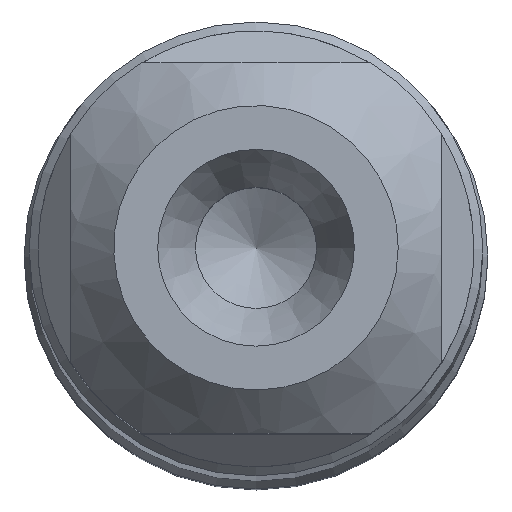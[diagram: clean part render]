
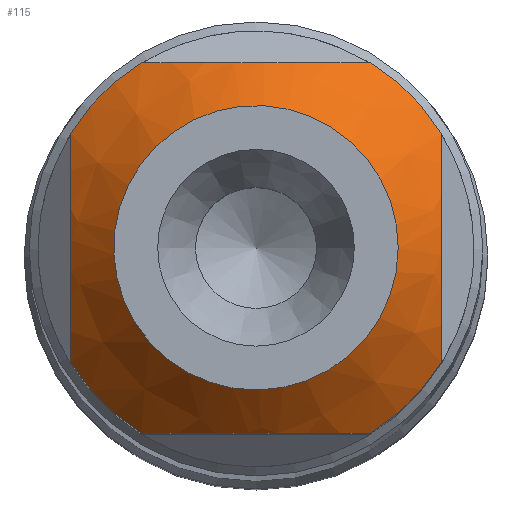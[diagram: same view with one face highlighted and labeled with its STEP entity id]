
A CAD part, top view. The second image highlights one B-rep face of the part: STEP entity #115.
In plain terms, the highlighted conical face has half-angle 45 degrees and reference radius 1.88 mm.
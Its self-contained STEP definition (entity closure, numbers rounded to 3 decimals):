
#115=ADVANCED_FACE('',(#156,#157),#134,.T.);
#134=CONICAL_SURFACE('',#496,1.88,45.);
#156=FACE_BOUND('',#202,.T.);
#157=FACE_BOUND('',#203,.T.);
#202=EDGE_LOOP('',(#262));
#203=EDGE_LOOP('',(#263,#264,#265,#266,#267,#268,#269,#270));
#262=ORIENTED_EDGE('',*,*,#361,.F.);
#263=ORIENTED_EDGE('',*,*,#377,.T.);
#264=ORIENTED_EDGE('',*,*,#378,.T.);
#265=ORIENTED_EDGE('',*,*,#379,.T.);
#266=ORIENTED_EDGE('',*,*,#365,.T.);
#267=ORIENTED_EDGE('',*,*,#380,.T.);
#268=ORIENTED_EDGE('',*,*,#370,.T.);
#269=ORIENTED_EDGE('',*,*,#381,.T.);
#270=ORIENTED_EDGE('',*,*,#375,.T.);
#324=VERTEX_POINT('',#716);
#327=VERTEX_POINT('',#724);
#328=VERTEX_POINT('',#731);
#331=VERTEX_POINT('',#740);
#332=VERTEX_POINT('',#747);
#335=VERTEX_POINT('',#756);
#336=VERTEX_POINT('',#763);
#337=VERTEX_POINT('',#767);
#338=VERTEX_POINT('',#774);
#361=EDGE_CURVE('',#324,#324,#404,.T.);
#365=EDGE_CURVE('',#328,#327,#428,.T.);
#370=EDGE_CURVE('',#332,#331,#429,.T.);
#375=EDGE_CURVE('',#336,#335,#430,.T.);
#377=EDGE_CURVE('',#335,#337,#405,.T.);
#378=EDGE_CURVE('',#337,#338,#431,.T.);
#379=EDGE_CURVE('',#338,#328,#406,.T.);
#380=EDGE_CURVE('',#327,#332,#407,.T.);
#381=EDGE_CURVE('',#331,#336,#408,.T.);
#404=CIRCLE('',#481,1.88);
#405=CIRCLE('',#492,2.88);
#406=CIRCLE('',#493,2.88);
#407=CIRCLE('',#494,2.88);
#408=CIRCLE('',#495,2.88);
#428=B_SPLINE_CURVE_WITH_KNOTS('',3,(#725,#726,#727,#728,#729,#730),
 .UNSPECIFIED.,.F.,.F.,(4,2,4),(0.,0.5,1.),.UNSPECIFIED.);
#429=B_SPLINE_CURVE_WITH_KNOTS('',3,(#741,#742,#743,#744,#745,#746),
 .UNSPECIFIED.,.F.,.F.,(4,2,4),(0.,0.5,1.),.UNSPECIFIED.);
#430=B_SPLINE_CURVE_WITH_KNOTS('',3,(#757,#758,#759,#760,#761,#762),
 .UNSPECIFIED.,.F.,.F.,(4,2,4),(0.,0.5,1.),.UNSPECIFIED.);
#431=B_SPLINE_CURVE_WITH_KNOTS('',3,(#768,#769,#770,#771,#772,#773),
 .UNSPECIFIED.,.F.,.F.,(4,2,4),(0.,0.5,1.),.UNSPECIFIED.);
#481=AXIS2_PLACEMENT_3D('',#715,#560,#561);
#492=AXIS2_PLACEMENT_3D('',#766,#591,#592);
#493=AXIS2_PLACEMENT_3D('',#775,#593,#594);
#494=AXIS2_PLACEMENT_3D('',#776,#595,#596);
#495=AXIS2_PLACEMENT_3D('',#777,#597,#598);
#496=AXIS2_PLACEMENT_3D('',#778,#599,#600);
#560=DIRECTION('',(0.,0.,1.));
#561=DIRECTION('',(1.,0.,0.));
#591=DIRECTION('',(0.,0.,1.));
#592=DIRECTION('',(-1.,0.,0.));
#593=DIRECTION('',(0.,0.,1.));
#594=DIRECTION('',(-1.,0.,0.));
#595=DIRECTION('',(0.,0.,1.));
#596=DIRECTION('',(-1.,0.,0.));
#597=DIRECTION('',(0.,0.,1.));
#598=DIRECTION('',(-1.,0.,0.));
#599=DIRECTION('',(0.,0.,-1.));
#600=DIRECTION('',(-1.,0.,0.));
#715=CARTESIAN_POINT('',(0.,0.,0.));
#716=CARTESIAN_POINT('',(1.88,0.,0.));
#724=CARTESIAN_POINT('',(-1.514,2.45,-1.));
#725=CARTESIAN_POINT('',(1.514,2.45,-1.));
#726=CARTESIAN_POINT('',(1.043,2.45,-0.752));
#727=CARTESIAN_POINT('',(0.528,2.45,-0.57));
#728=CARTESIAN_POINT('',(-0.527,2.45,-0.57));
#729=CARTESIAN_POINT('',(-1.043,2.45,-0.752));
#730=CARTESIAN_POINT('',(-1.514,2.45,-1.));
#731=CARTESIAN_POINT('',(1.514,2.45,-1.));
#740=CARTESIAN_POINT('',(-2.45,-1.514,-1.));
#741=CARTESIAN_POINT('',(-2.45,1.514,-1.));
#742=CARTESIAN_POINT('',(-2.45,1.043,-0.752));
#743=CARTESIAN_POINT('',(-2.45,0.527,-0.57));
#744=CARTESIAN_POINT('',(-2.45,-0.528,-0.57));
#745=CARTESIAN_POINT('',(-2.45,-1.043,-0.752));
#746=CARTESIAN_POINT('',(-2.45,-1.514,-1.));
#747=CARTESIAN_POINT('',(-2.45,1.514,-1.));
#756=CARTESIAN_POINT('',(1.514,-2.45,-1.));
#757=CARTESIAN_POINT('',(-1.514,-2.45,-1.));
#758=CARTESIAN_POINT('',(-1.043,-2.45,-0.752));
#759=CARTESIAN_POINT('',(-0.527,-2.45,-0.57));
#760=CARTESIAN_POINT('',(0.528,-2.45,-0.57));
#761=CARTESIAN_POINT('',(1.043,-2.45,-0.752));
#762=CARTESIAN_POINT('',(1.514,-2.45,-1.));
#763=CARTESIAN_POINT('',(-1.514,-2.45,-1.));
#766=CARTESIAN_POINT('',(0.,0.,-1.));
#767=CARTESIAN_POINT('',(2.45,-1.514,-1.));
#768=CARTESIAN_POINT('',(2.45,-1.514,-1.));
#769=CARTESIAN_POINT('',(2.45,-1.043,-0.752));
#770=CARTESIAN_POINT('',(2.45,-0.528,-0.57));
#771=CARTESIAN_POINT('',(2.45,0.527,-0.57));
#772=CARTESIAN_POINT('',(2.45,1.043,-0.752));
#773=CARTESIAN_POINT('',(2.45,1.514,-1.));
#774=CARTESIAN_POINT('',(2.45,1.514,-1.));
#775=CARTESIAN_POINT('',(0.,0.,-1.));
#776=CARTESIAN_POINT('',(0.,0.,-1.));
#777=CARTESIAN_POINT('',(0.,0.,-1.));
#778=CARTESIAN_POINT('',(0.,0.,0.));
